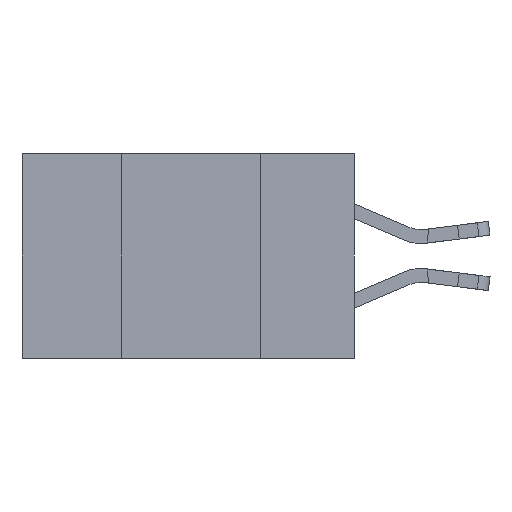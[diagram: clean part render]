
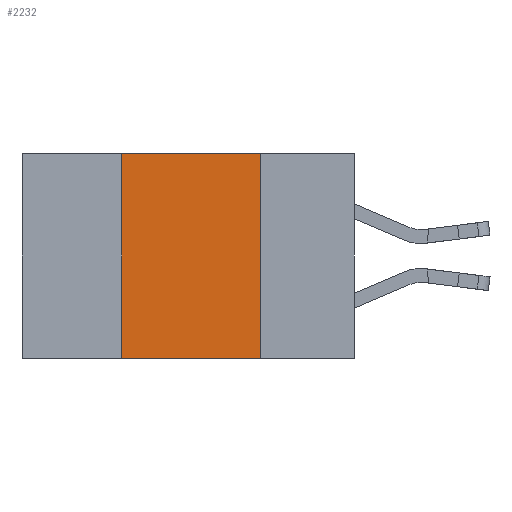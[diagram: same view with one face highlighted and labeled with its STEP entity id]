
A CAD part, left-side view. The second image highlights one B-rep face of the part: STEP entity #2232.
In plain terms, the highlighted planar face has unit normal (-1, 0, 0).
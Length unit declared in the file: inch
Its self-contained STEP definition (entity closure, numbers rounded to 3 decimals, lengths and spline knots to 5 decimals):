
#195 = CARTESIAN_POINT ( 'NONE',  ( 0., 0.42, 0. ) ) ;
#260 = AXIS2_PLACEMENT_3D ( 'NONE', #6192, #8108, #8061 ) ;
#517 = ORIENTED_EDGE ( 'NONE', *, *, #2173, .F. ) ;
#1561 = DIRECTION ( 'NONE',  ( 0., -1., 0. ) ) ;
#1759 = CARTESIAN_POINT ( 'NONE',  ( 0., 0.42, -0.37 ) ) ;
#1774 = ORIENTED_EDGE ( 'NONE', *, *, #3470, .T. ) ;
#1829 = LINE ( 'NONE', #10232, #8962 ) ;
#1906 = EDGE_LOOP ( 'NONE', ( #3529, #5642, #517, #1774 ) ) ;
#2173 = EDGE_CURVE ( 'NONE', #3369, #3885, #3728, .T. ) ;
#2232 = ADVANCED_FACE ( 'NONE', ( #9901 ), #7435, .F. ) ;
#2631 = CARTESIAN_POINT ( 'NONE',  ( 0., 0.17, 0. ) ) ;
#2936 = DIRECTION ( 'NONE',  ( 0., -1., 0. ) ) ;
#3118 = LINE ( 'NONE', #4487, #12054 ) ;
#3369 = VERTEX_POINT ( 'NONE', #1759 ) ;
#3470 = EDGE_CURVE ( 'NONE', #3369, #8710, #3118, .T. ) ;
#3529 = ORIENTED_EDGE ( 'NONE', *, *, #8640, .F. ) ;
#3728 = LINE ( 'NONE', #10340, #5591 ) ;
#3885 = VERTEX_POINT ( 'NONE', #195 ) ;
#4487 = CARTESIAN_POINT ( 'NONE',  ( 0., 0.6, -0.37 ) ) ;
#5259 = LINE ( 'NONE', #5731, #10145 ) ;
#5591 = VECTOR ( 'NONE', #10224, 39.37008 ) ;
#5642 = ORIENTED_EDGE ( 'NONE', *, *, #10487, .F. ) ;
#5731 = CARTESIAN_POINT ( 'NONE',  ( 0., 0.17, -0.37 ) ) ;
#6192 = CARTESIAN_POINT ( 'NONE',  ( 0., 0.6, 0. ) ) ;
#7435 = PLANE ( 'NONE',  #260 ) ;
#8061 = DIRECTION ( 'NONE',  ( 0., 0., -1. ) ) ;
#8108 = DIRECTION ( 'NONE',  ( 1., 0., 0. ) ) ;
#8592 = CARTESIAN_POINT ( 'NONE',  ( 0., 0.17, -0.37 ) ) ;
#8640 = EDGE_CURVE ( 'NONE', #10961, #8710, #5259, .T. ) ;
#8710 = VERTEX_POINT ( 'NONE', #8592 ) ;
#8962 = VECTOR ( 'NONE', #2936, 39.37008 ) ;
#9901 = FACE_OUTER_BOUND ( 'NONE', #1906, .T. ) ;
#10145 = VECTOR ( 'NONE', #10317, 39.37008 ) ;
#10224 = DIRECTION ( 'NONE',  ( 0., 0., 1. ) ) ;
#10232 = CARTESIAN_POINT ( 'NONE',  ( 0., 0.6, 0. ) ) ;
#10317 = DIRECTION ( 'NONE',  ( 0., 0., -1. ) ) ;
#10340 = CARTESIAN_POINT ( 'NONE',  ( 0., 0.42, -0.37 ) ) ;
#10487 = EDGE_CURVE ( 'NONE', #3885, #10961, #1829, .T. ) ;
#10961 = VERTEX_POINT ( 'NONE', #2631 ) ;
#12054 = VECTOR ( 'NONE', #1561, 39.37008 ) ;
